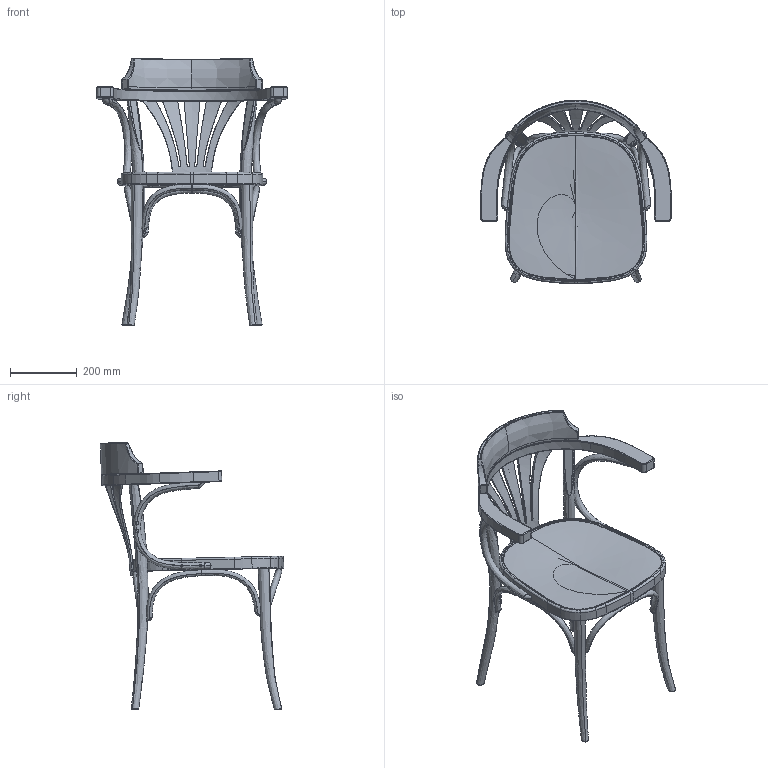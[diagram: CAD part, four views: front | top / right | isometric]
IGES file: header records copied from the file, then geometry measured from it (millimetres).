
Start section: SolidWorks IGES file using analytic representation for surfaces
Global section: file name: 32H321 025.igs; native system: Rhinoceros ( Mar  9 2011 ); preprocessor: Trout Lake IGES 012 Mar  9 2011; date: 120531.070334; units: millimetre
Bounding box: 570 x 549.29 x 800.53 mm (x, y, z)
Surface area: 1209053 mm2 (no closed solid volume)
Topology: 0 solids, 0 shells, 1020 faces, 11729 edges, 11706 vertices
Faces by surface type: bspline 1020
